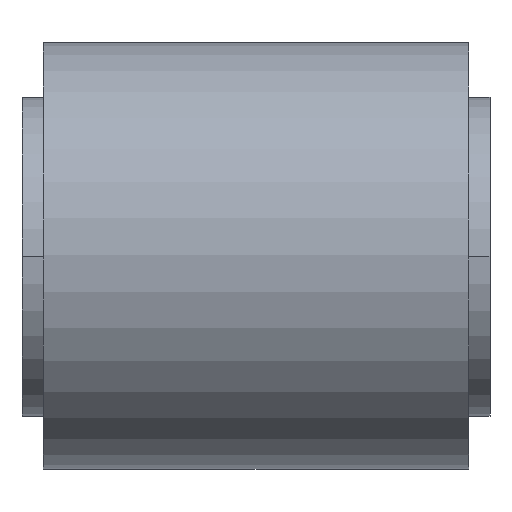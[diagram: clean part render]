
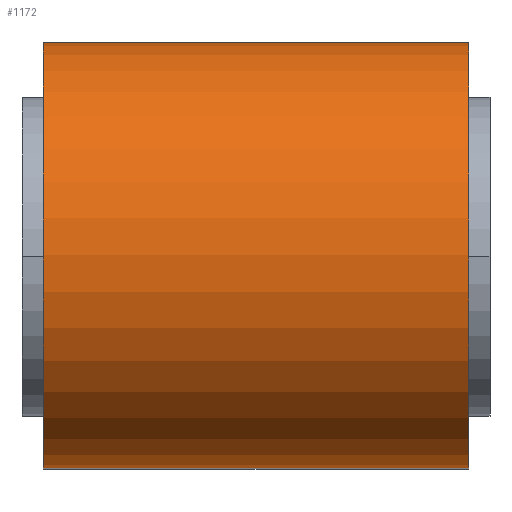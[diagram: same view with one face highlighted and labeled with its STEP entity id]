
A CAD part, top view. The second image highlights one B-rep face of the part: STEP entity #1172.
In plain terms, the highlighted cylindrical face has radius 50 mm (diameter 100 mm), a partial arc.
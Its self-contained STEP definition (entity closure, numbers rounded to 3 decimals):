
#83 = CARTESIAN_POINT ( 'NONE',  ( 50., 0., 100. ) ) ;
#128 = DIRECTION ( 'NONE',  ( 1., 0., 0. ) ) ;
#141 = CARTESIAN_POINT ( 'NONE',  ( -50., 0., 100. ) ) ;
#216 = VERTEX_POINT ( 'NONE', #1031 ) ;
#273 = CARTESIAN_POINT ( 'NONE',  ( -50., 0., 100. ) ) ;
#288 = EDGE_CURVE ( 'NONE', #2092, #216, #731, .T. ) ;
#291 = VERTEX_POINT ( 'NONE', #2261 ) ;
#344 = AXIS2_PLACEMENT_3D ( 'NONE', #273, #1817, #1629 ) ;
#374 = CARTESIAN_POINT ( 'NONE',  ( -50., 50., 100. ) ) ;
#446 = DIRECTION ( 'NONE',  ( 1., 0., 0. ) ) ;
#481 = CYLINDRICAL_SURFACE ( 'NONE', #344, 50. ) ;
#640 = EDGE_CURVE ( 'NONE', #291, #727, #2368, .T. ) ;
#668 = ORIENTED_EDGE ( 'NONE', *, *, #288, .F. ) ;
#727 = VERTEX_POINT ( 'NONE', #2259 ) ;
#731 = LINE ( 'NONE', #1299, #1971 ) ;
#793 = EDGE_CURVE ( 'NONE', #2092, #291, #845, .T. ) ;
#845 = CIRCLE ( 'NONE', #1452, 50. ) ;
#918 = DIRECTION ( 'NONE',  ( 1., 0., 0. ) ) ;
#1031 = CARTESIAN_POINT ( 'NONE',  ( 50., 50., 100. ) ) ;
#1117 = CIRCLE ( 'NONE', #1881, 50. ) ;
#1125 = DIRECTION ( 'NONE',  ( 0., 0., -1. ) ) ;
#1169 = EDGE_CURVE ( 'NONE', #216, #727, #1117, .T. ) ;
#1172 = ADVANCED_FACE ( 'NONE', ( #1237 ), #481, .T. ) ;
#1237 = FACE_OUTER_BOUND ( 'NONE', #1372, .T. ) ;
#1262 = DIRECTION ( 'NONE',  ( 1., 0., 0. ) ) ;
#1299 = CARTESIAN_POINT ( 'NONE',  ( -50., 50., 100. ) ) ;
#1372 = EDGE_LOOP ( 'NONE', ( #1557, #1846, #668, #1845 ) ) ;
#1452 = AXIS2_PLACEMENT_3D ( 'NONE', #141, #918, #1125 ) ;
#1557 = ORIENTED_EDGE ( 'NONE', *, *, #640, .T. ) ;
#1629 = DIRECTION ( 'NONE',  ( 0., 0., -1. ) ) ;
#1630 = CARTESIAN_POINT ( 'NONE',  ( -50., -50., 100. ) ) ;
#1817 = DIRECTION ( 'NONE',  ( 1., 0., 0. ) ) ;
#1845 = ORIENTED_EDGE ( 'NONE', *, *, #793, .T. ) ;
#1846 = ORIENTED_EDGE ( 'NONE', *, *, #1169, .F. ) ;
#1881 = AXIS2_PLACEMENT_3D ( 'NONE', #83, #446, #2219 ) ;
#1905 = VECTOR ( 'NONE', #1262, 1000. ) ;
#1971 = VECTOR ( 'NONE', #128, 1000. ) ;
#2092 = VERTEX_POINT ( 'NONE', #374 ) ;
#2219 = DIRECTION ( 'NONE',  ( 0., 0., -1. ) ) ;
#2259 = CARTESIAN_POINT ( 'NONE',  ( 50., -50., 100. ) ) ;
#2261 = CARTESIAN_POINT ( 'NONE',  ( -50., -50., 100. ) ) ;
#2368 = LINE ( 'NONE', #1630, #1905 ) ;
